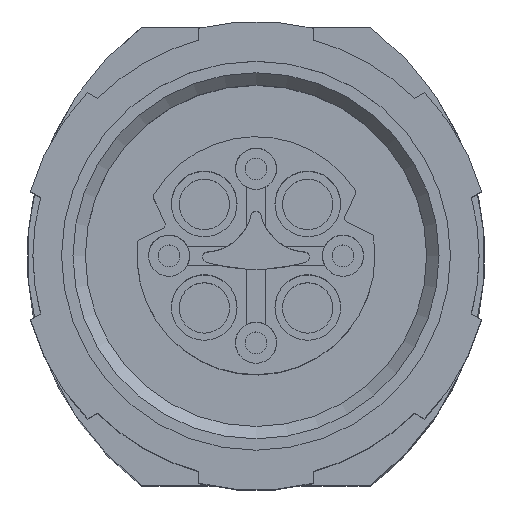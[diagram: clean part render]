
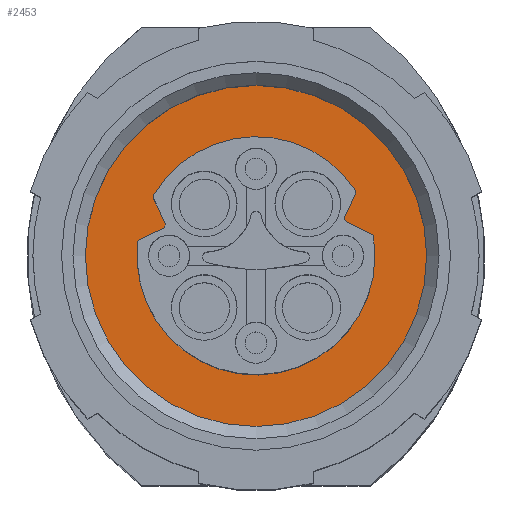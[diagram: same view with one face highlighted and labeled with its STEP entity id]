
A CAD part, top view. The second image highlights one B-rep face of the part: STEP entity #2453.
In plain terms, the highlighted planar face has unit normal (0, 0, 1).
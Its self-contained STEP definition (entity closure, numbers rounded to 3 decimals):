
#105=LINE('',#3480,#217);
#106=LINE('',#3484,#218);
#107=LINE('',#3492,#219);
#108=LINE('',#3496,#220);
#217=VECTOR('',#2903,1000.);
#218=VECTOR('',#2906,1000.);
#219=VECTOR('',#2913,1000.);
#220=VECTOR('',#2916,1000.);
#369=ORIENTED_EDGE('',*,*,#823,.T.);
#370=ORIENTED_EDGE('',*,*,#824,.F.);
#371=ORIENTED_EDGE('',*,*,#825,.F.);
#372=ORIENTED_EDGE('',*,*,#826,.T.);
#373=ORIENTED_EDGE('',*,*,#827,.F.);
#374=ORIENTED_EDGE('',*,*,#828,.F.);
#375=ORIENTED_EDGE('',*,*,#829,.F.);
#376=ORIENTED_EDGE('',*,*,#830,.F.);
#377=ORIENTED_EDGE('',*,*,#831,.F.);
#378=ORIENTED_EDGE('',*,*,#832,.T.);
#379=ORIENTED_EDGE('',*,*,#833,.F.);
#380=ORIENTED_EDGE('',*,*,#834,.F.);
#381=ORIENTED_EDGE('',*,*,#835,.F.);
#823=EDGE_CURVE('',#1046,#1047,#1197,.F.);
#824=EDGE_CURVE('',#1048,#1047,#1198,.T.);
#825=EDGE_CURVE('',#1049,#1048,#105,.T.);
#826=EDGE_CURVE('',#1049,#1050,#1199,.T.);
#827=EDGE_CURVE('',#1051,#1050,#106,.T.);
#828=EDGE_CURVE('',#1052,#1051,#1200,.T.);
#829=EDGE_CURVE('',#1053,#1052,#1201,.T.);
#830=EDGE_CURVE('',#1054,#1053,#1202,.T.);
#831=EDGE_CURVE('',#1055,#1054,#107,.T.);
#832=EDGE_CURVE('',#1055,#1056,#1203,.T.);
#833=EDGE_CURVE('',#1057,#1056,#108,.T.);
#834=EDGE_CURVE('',#1046,#1057,#1204,.T.);
#835=EDGE_CURVE('',#1058,#1058,#1205,.T.);
#1046=VERTEX_POINT('',#3476);
#1047=VERTEX_POINT('',#3477);
#1048=VERTEX_POINT('',#3479);
#1049=VERTEX_POINT('',#3481);
#1050=VERTEX_POINT('',#3483);
#1051=VERTEX_POINT('',#3485);
#1052=VERTEX_POINT('',#3487);
#1053=VERTEX_POINT('',#3489);
#1054=VERTEX_POINT('',#3491);
#1055=VERTEX_POINT('',#3493);
#1056=VERTEX_POINT('',#3495);
#1057=VERTEX_POINT('',#3497);
#1058=VERTEX_POINT('',#3500);
#1197=CIRCLE('',#2603,5.2);
#1198=CIRCLE('',#2604,0.2);
#1199=CIRCLE('',#2605,0.2);
#1200=CIRCLE('',#2606,0.2);
#1201=CIRCLE('',#2607,5.2);
#1202=CIRCLE('',#2608,0.2);
#1203=CIRCLE('',#2609,0.2);
#1204=CIRCLE('',#2610,0.2);
#1205=CIRCLE('',#2611,7.459);
#1293=EDGE_LOOP('',(#369,#370,#371,#372,#373,#374,#375,#376,#377,#378,#379,
#380));
#1294=EDGE_LOOP('',(#381));
#1453=FACE_BOUND('',#1293,.T.);
#1454=FACE_BOUND('',#1294,.T.);
#1608=PLANE('',#2602);
#2453=ADVANCED_FACE('',(#1453,#1454),#1608,.T.);
#2602=AXIS2_PLACEMENT_3D('',#3474,#2897,#2898);
#2603=AXIS2_PLACEMENT_3D('',#3475,#2899,#2900);
#2604=AXIS2_PLACEMENT_3D('',#3478,#2901,#2902);
#2605=AXIS2_PLACEMENT_3D('',#3482,#2904,#2905);
#2606=AXIS2_PLACEMENT_3D('',#3486,#2907,#2908);
#2607=AXIS2_PLACEMENT_3D('',#3488,#2909,#2910);
#2608=AXIS2_PLACEMENT_3D('',#3490,#2911,#2912);
#2609=AXIS2_PLACEMENT_3D('',#3494,#2914,#2915);
#2610=AXIS2_PLACEMENT_3D('',#3498,#2917,#2918);
#2611=AXIS2_PLACEMENT_3D('',#3499,#2919,#2920);
#2897=DIRECTION('',(0.,0.,1.));
#2898=DIRECTION('',(1.,0.,0.));
#2899=DIRECTION('',(0.,0.,1.));
#2900=DIRECTION('',(1.,0.,0.));
#2901=DIRECTION('',(0.,0.,1.));
#2902=DIRECTION('',(0.,1.,0.));
#2903=DIRECTION('',(0.423,0.906,0.));
#2904=DIRECTION('',(0.,0.,1.));
#2905=DIRECTION('',(0.,1.,0.));
#2906=DIRECTION('',(-0.906,0.423,0.));
#2907=DIRECTION('',(0.,0.,1.));
#2908=DIRECTION('',(0.,1.,0.));
#2909=DIRECTION('',(0.,0.,1.));
#2910=DIRECTION('',(0.,1.,0.));
#2911=DIRECTION('',(0.,0.,1.));
#2912=DIRECTION('',(0.,1.,0.));
#2913=DIRECTION('',(-0.906,-0.423,0.));
#2914=DIRECTION('',(0.,0.,1.));
#2915=DIRECTION('',(0.,1.,0.));
#2916=DIRECTION('',(0.423,-0.906,0.));
#2917=DIRECTION('',(0.,0.,1.));
#2918=DIRECTION('',(0.,1.,0.));
#2919=DIRECTION('',(0.,0.,-1.));
#2920=DIRECTION('',(-1.,0.,0.));
#3474=CARTESIAN_POINT('',(0.,7.459,-8.));
#3475=CARTESIAN_POINT('',(0.,0.,-8.));
#3476=CARTESIAN_POINT('',(-4.46,2.674,-8.));
#3477=CARTESIAN_POINT('',(4.324,2.888,-8.));
#3478=CARTESIAN_POINT('',(4.158,2.777,-8.));
#3479=CARTESIAN_POINT('',(4.339,2.693,-8.));
#3480=CARTESIAN_POINT('',(3.885,1.719,-8.));
#3481=CARTESIAN_POINT('',(3.885,1.719,-8.));
#3482=CARTESIAN_POINT('',(4.066,1.635,-8.));
#3483=CARTESIAN_POINT('',(3.982,1.453,-8.));
#3484=CARTESIAN_POINT('',(5.022,0.968,-8.));
#3485=CARTESIAN_POINT('',(5.022,0.968,-8.));
#3486=CARTESIAN_POINT('',(4.938,0.787,-8.));
#3487=CARTESIAN_POINT('',(5.135,0.818,-8.));
#3488=CARTESIAN_POINT('',(0.,0.,-8.));
#3489=CARTESIAN_POINT('',(-5.169,0.567,-8.));
#3490=CARTESIAN_POINT('',(-4.97,0.545,-8.));
#3491=CARTESIAN_POINT('',(-5.055,0.726,-8.));
#3492=CARTESIAN_POINT('',(-4.081,1.18,-8.));
#3493=CARTESIAN_POINT('',(-4.081,1.18,-8.));
#3494=CARTESIAN_POINT('',(-4.166,1.362,-8.));
#3495=CARTESIAN_POINT('',(-3.985,1.446,-8.));
#3496=CARTESIAN_POINT('',(-4.47,2.486,-8.));
#3497=CARTESIAN_POINT('',(-4.47,2.486,-8.));
#3498=CARTESIAN_POINT('',(-4.288,2.571,-8.));
#3499=CARTESIAN_POINT('',(0.,0.,-8.));
#3500=CARTESIAN_POINT('',(-7.459,0.,-8.));
